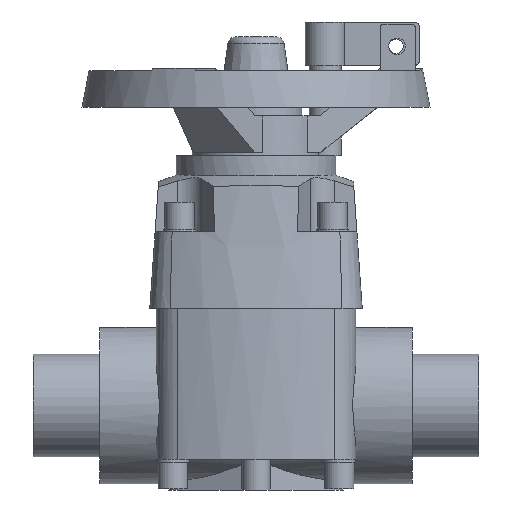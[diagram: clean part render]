
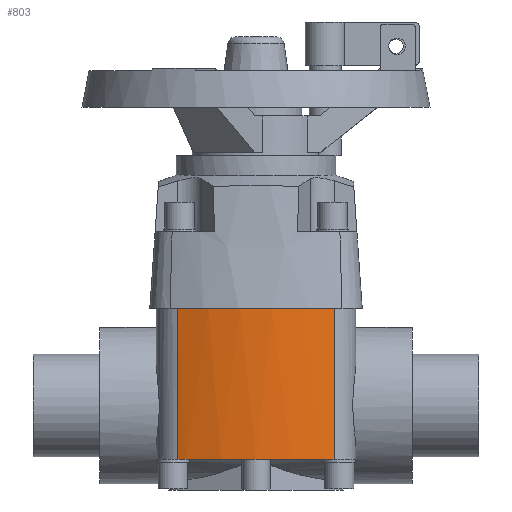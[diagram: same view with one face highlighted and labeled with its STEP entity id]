
A CAD part, front view. The second image highlights one B-rep face of the part: STEP entity #803.
In plain terms, the highlighted cylindrical face has radius 85.8 mm (diameter 171.6 mm), a partial arc.
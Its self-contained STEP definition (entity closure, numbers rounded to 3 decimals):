
#803=ADVANCED_FACE('',(#1642),#1643,.T.);
#1642=FACE_OUTER_BOUND('',#2490,.T.);
#1643=CYLINDRICAL_SURFACE('',#2491,85.8);
#2490=EDGE_LOOP('',(#4855,#4856,#4857,#4858,#4859,#4860));
#2491=AXIS2_PLACEMENT_3D('',#4861,#4862,#4863);
#4855=ORIENTED_EDGE('',*,*,#5618,.T.);
#4856=ORIENTED_EDGE('',*,*,#5708,.T.);
#4857=ORIENTED_EDGE('',*,*,#5641,.T.);
#4858=ORIENTED_EDGE('',*,*,#5929,.F.);
#4859=ORIENTED_EDGE('',*,*,#5743,.T.);
#4860=ORIENTED_EDGE('',*,*,#5927,.T.);
#4861=CARTESIAN_POINT('',(0.0,42.9,38.05));
#4862=DIRECTION('',(0.0,0.0,-1.0));
#4863=DIRECTION('',(0.357,-0.934,0.0));
#5618=EDGE_CURVE('',#6941,#6415,#6943,.T.);
#5641=EDGE_CURVE('',#6375,#6969,#6970,.T.);
#5708=EDGE_CURVE('',#6415,#6375,#7053,.T.);
#5743=EDGE_CURVE('',#7105,#7103,#7106,.T.);
#5927=EDGE_CURVE('',#7103,#6941,#7324,.T.);
#5929=EDGE_CURVE('',#7105,#6969,#7326,.T.);
#6375=VERTEX_POINT('',#8192);
#6415=VERTEX_POINT('',#8240);
#6941=VERTEX_POINT('',#8946);
#6943=CIRCLE('',#8948,85.8);
#6969=VERTEX_POINT('',#8974);
#6970=CIRCLE('',#8975,85.8);
#7053=CIRCLE('',#9156,85.8);
#7103=VERTEX_POINT('',#9220);
#7105=VERTEX_POINT('',#9222);
#7106=CIRCLE('',#9223,85.8);
#7324=LINE('',#9628,#9629);
#7326=LINE('',#9631,#9632);
#8192=CARTESIAN_POINT('',(27.182,-38.48,-21.003));
#8240=CARTESIAN_POINT('',(-27.182,-38.48,-21.003));
#8946=CARTESIAN_POINT('',(-30.643,-37.241,-21.003));
#8948=AXIS2_PLACEMENT_3D('',#10617,#10618,#10619);
#8974=CARTESIAN_POINT('',(30.643,-37.241,-21.003));
#8975=AXIS2_PLACEMENT_3D('',#10656,#10657,#10658);
#9156=AXIS2_PLACEMENT_3D('',#10759,#10760,#10761);
#9220=CARTESIAN_POINT('',(-30.643,-37.241,38.05));
#9222=CARTESIAN_POINT('',(30.643,-37.241,38.05));
#9223=AXIS2_PLACEMENT_3D('',#10806,#10807,#10808);
#9628=CARTESIAN_POINT('',(-30.643,-37.241,38.05));
#9629=VECTOR('',#11032,1.0);
#9631=CARTESIAN_POINT('',(30.643,-37.241,38.05));
#9632=VECTOR('',#11033,1.0);
#10617=CARTESIAN_POINT('',(0.0,42.9,-21.003));
#10618=DIRECTION('',(-0.0,0.0,1.0));
#10619=DIRECTION('',(0.357,-0.934,0.0));
#10656=CARTESIAN_POINT('',(0.0,42.9,-21.003));
#10657=DIRECTION('',(-0.0,0.0,1.0));
#10658=DIRECTION('',(0.357,-0.934,0.0));
#10759=CARTESIAN_POINT('',(0.0,42.9,-21.003));
#10760=DIRECTION('',(-0.0,0.0,1.0));
#10761=DIRECTION('',(0.357,-0.934,0.0));
#10806=CARTESIAN_POINT('',(0.0,42.9,38.05));
#10807=DIRECTION('',(0.0,0.0,-1.0));
#10808=DIRECTION('',(0.357,-0.934,0.0));
#11032=DIRECTION('',(0.0,0.0,-1.0));
#11033=DIRECTION('',(0.0,0.0,-1.0));
